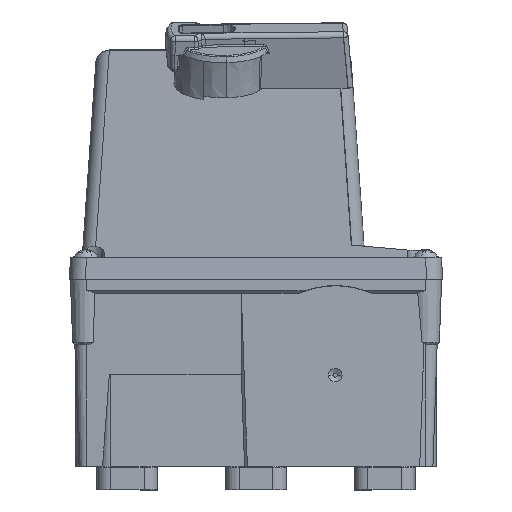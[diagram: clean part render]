
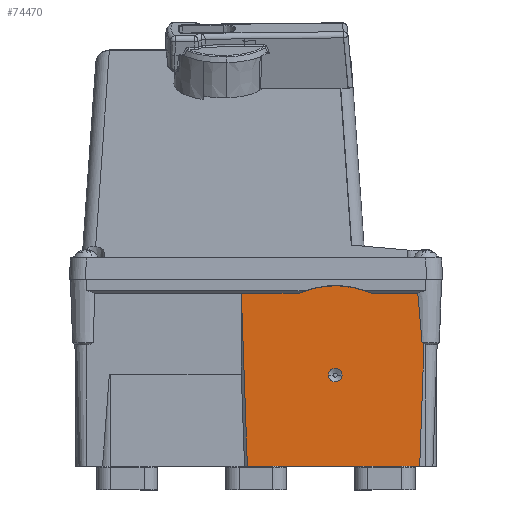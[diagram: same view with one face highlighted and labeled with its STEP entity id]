
A CAD part, front view. The second image highlights one B-rep face of the part: STEP entity #74470.
In plain terms, the highlighted planar face has unit normal (0, -1, 0).
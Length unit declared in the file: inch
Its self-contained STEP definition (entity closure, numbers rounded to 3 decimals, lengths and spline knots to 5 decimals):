
#238 = VECTOR ( 'NONE', #54779, 39.37008 ) ;
#1628 = EDGE_CURVE ( 'NONE', #28344, #8176, #3853, .T. ) ;
#3108 = ORIENTED_EDGE ( 'NONE', *, *, #1628, .F. ) ;
#3344 = CARTESIAN_POINT ( 'NONE',  ( 3.06436, -5.79693, 2.72 ) ) ;
#3603 = B_SPLINE_CURVE_WITH_KNOTS ( 'NONE', 3,
 ( #71414, #30466, #65123, #6075 ),
 .UNSPECIFIED., .F., .F.,
 ( 4, 4 ),
 ( 0., 0.00091 ),
 .UNSPECIFIED. ) ;
#3754 = CARTESIAN_POINT ( 'NONE',  ( 3.02478, -5.79693, 3.09868 ) ) ;
#3788 = LINE ( 'NONE', #21511, #16079 ) ;
#3853 = CIRCLE ( 'NONE', #5108, 1.65 ) ;
#4253 = ORIENTED_EDGE ( 'NONE', *, *, #20153, .F. ) ;
#4677 = CIRCLE ( 'NONE', #36085, 0.125 ) ;
#5108 = AXIS2_PLACEMENT_3D ( 'NONE', #48219, #48597, #35638 ) ;
#5925 = CARTESIAN_POINT ( 'NONE',  ( 3.09963, -5.79693, 2.71298 ) ) ;
#6075 = CARTESIAN_POINT ( 'NONE',  ( 3.09963, -5.79693, 2.71298 ) ) ;
#7768 = CARTESIAN_POINT ( 'NONE',  ( 1.58795, -5.79693, 2.11998 ) ) ;
#8176 = VERTEX_POINT ( 'NONE', #75133 ) ;
#8638 = EDGE_CURVE ( 'NONE', #20498, #60007, #3788, .T. ) ;
#8892 = DIRECTION ( 'NONE',  ( -1., 0., 0. ) ) ;
#10446 = CARTESIAN_POINT ( 'NONE',  ( 3.0059, -5.79693, 3.32636 ) ) ;
#10995 = VERTEX_POINT ( 'NONE', #60179 ) ;
#11997 = EDGE_LOOP ( 'NONE', ( #45851, #54673 ) ) ;
#12066 = EDGE_LOOP ( 'NONE', ( #35711, #17035, #3108, #76354, #33089, #64356, #4253, #64296 ) ) ;
#12245 = DIRECTION ( 'NONE',  ( -1., 0., 0. ) ) ;
#12714 = EDGE_CURVE ( 'NONE', #57321, #77007, #3603, .T. ) ;
#12902 = DIRECTION ( 'NONE',  ( 1., 0., 0. ) ) ;
#13345 = EDGE_CURVE ( 'NONE', #74032, #56418, #4677, .T. ) ;
#15192 = CARTESIAN_POINT ( 'NONE',  ( 2.99492, -5.79693, 3.47826 ) ) ;
#16079 = VECTOR ( 'NONE', #69516, 39.37008 ) ;
#16737 = CARTESIAN_POINT ( 'NONE',  ( 3.04636, -5.79693, 2.87124 ) ) ;
#17035 = ORIENTED_EDGE ( 'NONE', *, *, #58206, .F. ) ;
#17181 = B_SPLINE_CURVE_WITH_KNOTS ( 'NONE', 3,
 ( #58851, #15192, #10446, #3754, #46654, #16737, #58467, #3344 ),
 .UNSPECIFIED., .F., .F.,
 ( 4, 2, 2, 4 ),
 ( 0., 0.01161, 0.01741, 0.02321 ),
 .UNSPECIFIED. ) ;
#18126 = CARTESIAN_POINT ( 'NONE',  ( 0.79834, -5.79693, 3.63023 ) ) ;
#18412 = AXIS2_PLACEMENT_3D ( 'NONE', #19136, #38035, #25029 ) ;
#18558 = CARTESIAN_POINT ( 'NONE',  ( 3.09963, -5.79693, 2.71298 ) ) ;
#19136 = CARTESIAN_POINT ( 'NONE',  ( 1.46295, -5.79693, 2.12 ) ) ;
#20153 = EDGE_CURVE ( 'NONE', #77007, #10995, #73269, .T. ) ;
#20498 = VERTEX_POINT ( 'NONE', #51969 ) ;
#21094 = CARTESIAN_POINT ( 'NONE',  ( 1.46295, -5.79693, 2.12 ) ) ;
#21511 = CARTESIAN_POINT ( 'NONE',  ( -0.15941, -5.79693, 0.44 ) ) ;
#24436 = DIRECTION ( 'NONE',  ( 0., 1., 0. ) ) ;
#24811 = FACE_OUTER_BOUND ( 'NONE', #12066, .T. ) ;
#24959 = VECTOR ( 'NONE', #50554, 39.37008 ) ;
#25029 = DIRECTION ( 'NONE',  ( -1., 0., 0. ) ) ;
#25110 = LINE ( 'NONE', #62134, #52221 ) ;
#25548 = CARTESIAN_POINT ( 'NONE',  ( 3.06436, -5.79693, 2.72 ) ) ;
#25780 = CARTESIAN_POINT ( 'NONE',  ( 2.98465, -5.79693, 3.63023 ) ) ;
#28344 = VERTEX_POINT ( 'NONE', #18126 ) ;
#29981 = VECTOR ( 'NONE', #12902, 39.37008 ) ;
#30466 = CARTESIAN_POINT ( 'NONE',  ( 3.07597, -5.79693, 2.71691 ) ) ;
#31416 = DIRECTION ( 'NONE',  ( -1., 0., 0. ) ) ;
#33089 = ORIENTED_EDGE ( 'NONE', *, *, #8638, .F. ) ;
#35415 = EDGE_CURVE ( 'NONE', #10995, #20498, #25110, .T. ) ;
#35638 = DIRECTION ( 'NONE',  ( -1., 0., 0. ) ) ;
#35711 = ORIENTED_EDGE ( 'NONE', *, *, #56151, .F. ) ;
#36085 = AXIS2_PLACEMENT_3D ( 'NONE', #21094, #45100, #8892 ) ;
#37066 = VERTEX_POINT ( 'NONE', #25780 ) ;
#38035 = DIRECTION ( 'NONE',  ( 0., -1., 0. ) ) ;
#39759 = EDGE_CURVE ( 'NONE', #56418, #74032, #57378, .T. ) ;
#42147 = FACE_BOUND ( 'NONE', #11997, .T. ) ;
#44230 = CARTESIAN_POINT ( 'NONE',  ( 1.33795, -5.79693, 2.12002 ) ) ;
#45100 = DIRECTION ( 'NONE',  ( 0., -1., 0. ) ) ;
#45851 = ORIENTED_EDGE ( 'NONE', *, *, #39759, .F. ) ;
#46654 = CARTESIAN_POINT ( 'NONE',  ( 3.03148, -5.79693, 3.02281 ) ) ;
#48064 = CARTESIAN_POINT ( 'NONE',  ( 3.66023, -5.79693, 3.63023 ) ) ;
#48219 = CARTESIAN_POINT ( 'NONE',  ( 1.46295, -5.79693, 2.12 ) ) ;
#48597 = DIRECTION ( 'NONE',  ( 0., 1., 0. ) ) ;
#48829 = PLANE ( 'NONE',  #51186 ) ;
#49868 = LINE ( 'NONE', #55795, #29981 ) ;
#50554 = DIRECTION ( 'NONE',  ( 1., 0., 0. ) ) ;
#51186 = AXIS2_PLACEMENT_3D ( 'NONE', #48064, #24436, #12245 ) ;
#51969 = CARTESIAN_POINT ( 'NONE',  ( -0.15941, -5.79693, 0.44 ) ) ;
#52221 = VECTOR ( 'NONE', #31416, 39.37008 ) ;
#54673 = ORIENTED_EDGE ( 'NONE', *, *, #13345, .F. ) ;
#54779 = DIRECTION ( 'NONE',  ( -0.035, 0., -0.999 ) ) ;
#55795 = CARTESIAN_POINT ( 'NONE',  ( 2.12757, -5.79693, 3.63023 ) ) ;
#56151 = EDGE_CURVE ( 'NONE', #37066, #57321, #17181, .T. ) ;
#56408 = CARTESIAN_POINT ( 'NONE',  ( -0.27081, -5.79693, 3.63023 ) ) ;
#56418 = VERTEX_POINT ( 'NONE', #44230 ) ;
#57321 = VERTEX_POINT ( 'NONE', #25548 ) ;
#57378 = CIRCLE ( 'NONE', #18412, 0.125 ) ;
#58206 = EDGE_CURVE ( 'NONE', #8176, #37066, #49868, .T. ) ;
#58467 = CARTESIAN_POINT ( 'NONE',  ( 3.05445, -5.79693, 2.79553 ) ) ;
#58662 = EDGE_CURVE ( 'NONE', #60007, #28344, #75730, .T. ) ;
#58851 = CARTESIAN_POINT ( 'NONE',  ( 2.98465, -5.79693, 3.63023 ) ) ;
#60007 = VERTEX_POINT ( 'NONE', #56408 ) ;
#60179 = CARTESIAN_POINT ( 'NONE',  ( 3.02025, -5.79693, 0.44 ) ) ;
#62134 = CARTESIAN_POINT ( 'NONE',  ( 2.905, -5.79693, 0.44 ) ) ;
#64296 = ORIENTED_EDGE ( 'NONE', *, *, #12714, .F. ) ;
#64356 = ORIENTED_EDGE ( 'NONE', *, *, #35415, .F. ) ;
#65123 = CARTESIAN_POINT ( 'NONE',  ( 3.08771, -5.79693, 2.71453 ) ) ;
#69045 = CARTESIAN_POINT ( 'NONE',  ( -0.27081, -5.79693, 3.63023 ) ) ;
#69516 = DIRECTION ( 'NONE',  ( -0.035, 0., 0.999 ) ) ;
#71414 = CARTESIAN_POINT ( 'NONE',  ( 3.06436, -5.79693, 2.72 ) ) ;
#73269 = LINE ( 'NONE', #18558, #238 ) ;
#74032 = VERTEX_POINT ( 'NONE', #7768 ) ;
#74470 = ADVANCED_FACE ( 'NONE', ( #24811, #42147 ), #48829, .F. ) ;
#75133 = CARTESIAN_POINT ( 'NONE',  ( 2.12757, -5.79693, 3.63023 ) ) ;
#75730 = LINE ( 'NONE', #69045, #24959 ) ;
#76354 = ORIENTED_EDGE ( 'NONE', *, *, #58662, .F. ) ;
#77007 = VERTEX_POINT ( 'NONE', #5925 ) ;
